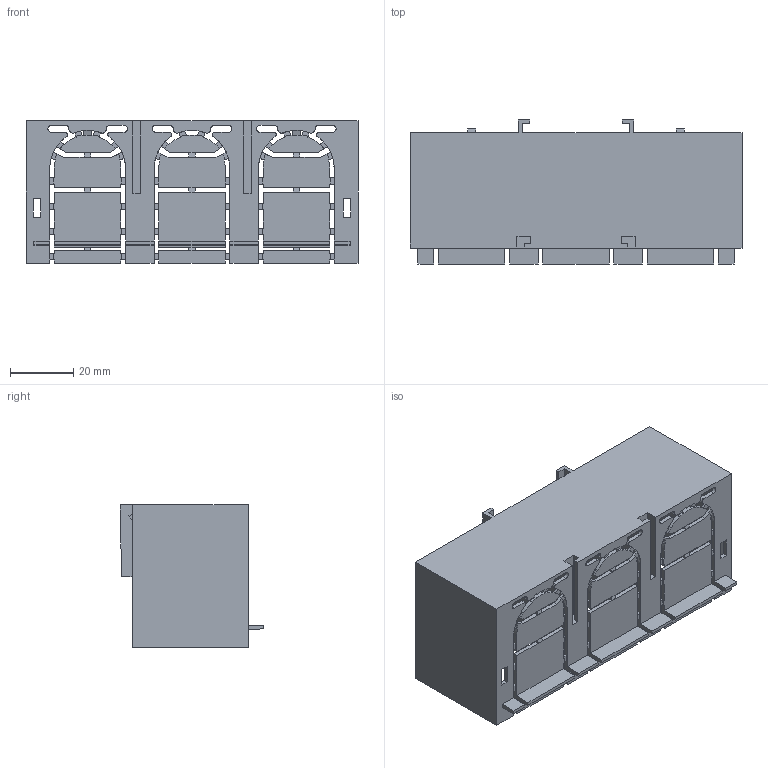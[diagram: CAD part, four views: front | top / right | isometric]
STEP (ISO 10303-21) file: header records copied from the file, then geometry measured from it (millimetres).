
FILE_DESCRIPTION(('CATIA V5 STEP'),'2;1');
FILE_NAME('34173_Anschlussraumabdeckung.stp','2017-03-28T05:00:32+00:00',('none'),('Jean Müller GmbH'),'CATIA Version 5 Release 19 SP 9 (IN-10)','CATIA V5 STEP AP214','none');
FILE_SCHEMA(('AUTOMOTIVE_DESIGN { 1 0 10303 214 1 1 1 1 }'));
Length unit declared in the file: millimetre
Products named in the file (1): 34173_L_Anschlussraumabdeckung kurz
Bounding box: 105 x 45.5 x 45 mm (x, y, z)
Volume: 19199.9 mm3; surface area: 31064.1 mm2
Topology: 1 solids, 1 shells, 481 faces, 1562 edges, 1044 vertices
Faces by surface type: plane 415, cylinder 66
Entity records: 15641 total; most frequent: CARTESIAN_POINT 3227, ORIENTED_EDGE 3124, DIRECTION 1782, EDGE_CURVE 1562, VECTOR 1336, LINE 1336, VERTEX_POINT 1044, EDGE_LOOP 524
